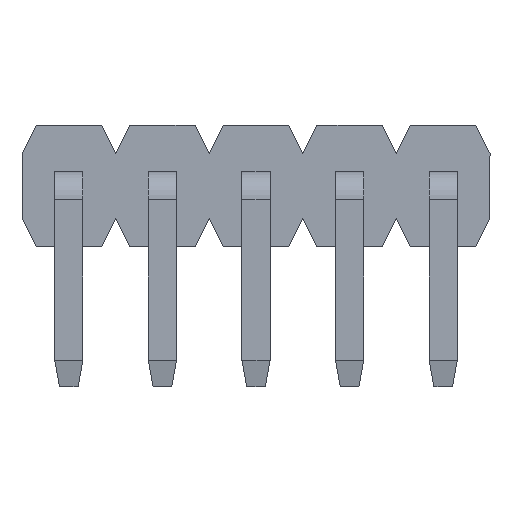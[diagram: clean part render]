
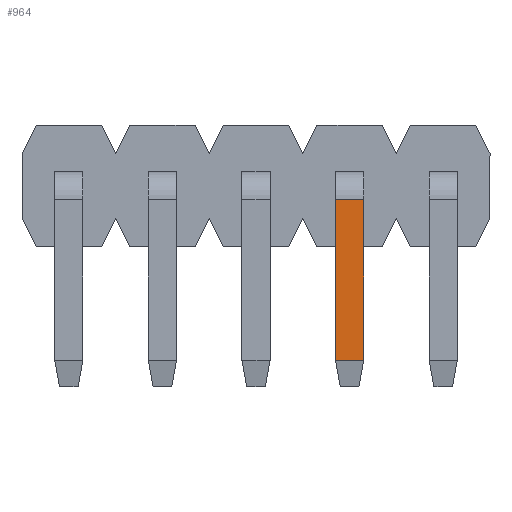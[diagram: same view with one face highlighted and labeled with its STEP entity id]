
A CAD part, top view. The second image highlights one B-rep face of the part: STEP entity #964.
In plain terms, the highlighted planar face has unit normal (0, 0, 1).
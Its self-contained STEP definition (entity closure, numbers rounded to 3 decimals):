
#104 = CARTESIAN_POINT ( 'NONE',  ( -16.65, -0.15, 3.15 ) ) ;
#313 = DIRECTION ( 'NONE',  ( 0., 1., 0. ) ) ;
#620 = EDGE_CURVE ( 'NONE', #1220, #2016, #1951, .T. ) ;
#964 = ADVANCED_FACE ( 'NONE', ( #3218 ), #3929, .F. ) ;
#1004 = ORIENTED_EDGE ( 'NONE', *, *, #620, .T. ) ;
#1117 = VECTOR ( 'NONE', #1399, 1000. ) ;
#1220 = VERTEX_POINT ( 'NONE', #3824 ) ;
#1232 = ORIENTED_EDGE ( 'NONE', *, *, #3686, .T. ) ;
#1399 = DIRECTION ( 'NONE',  ( -1., 0., 0. ) ) ;
#1641 = VERTEX_POINT ( 'NONE', #3496 ) ;
#1674 = CARTESIAN_POINT ( 'NONE',  ( -16.35, 0.15, 3.15 ) ) ;
#1951 = LINE ( 'NONE', #1674, #2398 ) ;
#2004 = VECTOR ( 'NONE', #3681, 1000. ) ;
#2016 = VERTEX_POINT ( 'NONE', #2591 ) ;
#2049 = EDGE_CURVE ( 'NONE', #3674, #1220, #2062, .T. ) ;
#2062 = LINE ( 'NONE', #3369, #3783 ) ;
#2076 = CARTESIAN_POINT ( 'NONE',  ( -16.65, -1.866, 3.15 ) ) ;
#2142 = EDGE_LOOP ( 'NONE', ( #1004, #1232, #3385, #3733 ) ) ;
#2310 = DIRECTION ( 'NONE',  ( 0., 1., 0. ) ) ;
#2398 = VECTOR ( 'NONE', #2310, 1000. ) ;
#2581 = CARTESIAN_POINT ( 'NONE',  ( -16.65, 0.15, 3.15 ) ) ;
#2591 = CARTESIAN_POINT ( 'NONE',  ( -16.35, -0.15, 3.15 ) ) ;
#2712 = CARTESIAN_POINT ( 'NONE',  ( -16.65, 0.15, 3.15 ) ) ;
#3026 = LINE ( 'NONE', #2712, #2004 ) ;
#3031 = DIRECTION ( 'NONE',  ( 1., 0., 0. ) ) ;
#3218 = FACE_OUTER_BOUND ( 'NONE', #2142, .T. ) ;
#3280 = AXIS2_PLACEMENT_3D ( 'NONE', #2581, #3593, #313 ) ;
#3326 = LINE ( 'NONE', #104, #1117 ) ;
#3369 = CARTESIAN_POINT ( 'NONE',  ( -16.65, -1.866, 3.15 ) ) ;
#3385 = ORIENTED_EDGE ( 'NONE', *, *, #3726, .F. ) ;
#3496 = CARTESIAN_POINT ( 'NONE',  ( -16.65, -0.15, 3.15 ) ) ;
#3593 = DIRECTION ( 'NONE',  ( 0., 0., -1. ) ) ;
#3674 = VERTEX_POINT ( 'NONE', #2076 ) ;
#3681 = DIRECTION ( 'NONE',  ( 0., 1., 0. ) ) ;
#3686 = EDGE_CURVE ( 'NONE', #2016, #1641, #3326, .T. ) ;
#3726 = EDGE_CURVE ( 'NONE', #3674, #1641, #3026, .T. ) ;
#3733 = ORIENTED_EDGE ( 'NONE', *, *, #2049, .T. ) ;
#3783 = VECTOR ( 'NONE', #3031, 1000. ) ;
#3824 = CARTESIAN_POINT ( 'NONE',  ( -16.35, -1.866, 3.15 ) ) ;
#3929 = PLANE ( 'NONE',  #3280 ) ;
